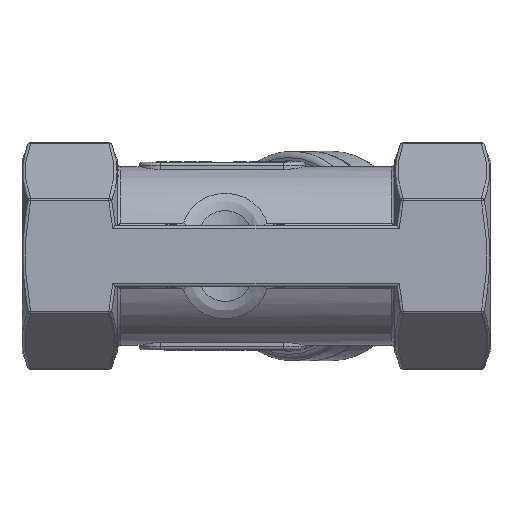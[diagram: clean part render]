
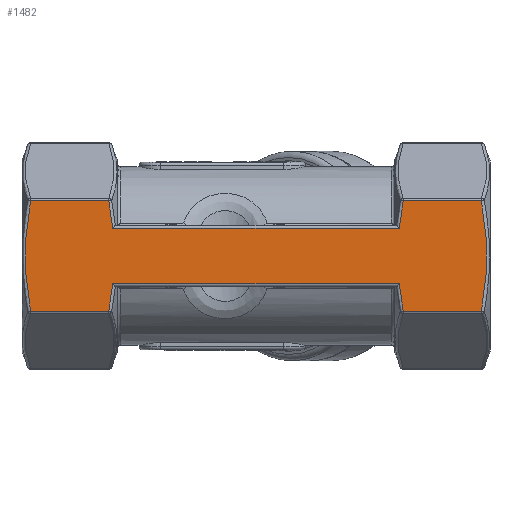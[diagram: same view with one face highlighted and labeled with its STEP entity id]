
A CAD part, front view. The second image highlights one B-rep face of the part: STEP entity #1482.
In plain terms, the highlighted planar face has unit normal (0, -1, 0).
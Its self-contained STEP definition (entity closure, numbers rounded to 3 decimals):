
#251 = AXIS2_PLACEMENT_3D ( 'NONE', #5701, #5703, #5705 ) ;
#345 = B_SPLINE_CURVE_WITH_KNOTS ( 'NONE', 3,
 ( #17043, #17023, #17025, #17044, #17045, #17046, #17047, #17048, #17049, #17050 ),
 .UNSPECIFIED., .F., .F.,
 ( 4, 2, 2, 2, 4 ),
 ( 0., 0.005, 0.009, 0.014, 0.018 ),
 .UNSPECIFIED. ) ;
#460 = B_SPLINE_CURVE_WITH_KNOTS ( 'NONE', 3,
 ( #20472, #20471, #20478, #20479 ),
 .UNSPECIFIED., .F., .F.,
 ( 4, 4 ),
 ( 0., 0.004 ),
 .UNSPECIFIED. ) ;
#463 = B_SPLINE_CURVE_WITH_KNOTS ( 'NONE', 3,
 ( #20459, #20477, #20485, #20486 ),
 .UNSPECIFIED., .F., .F.,
 ( 4, 4 ),
 ( 0., 0.004 ),
 .UNSPECIFIED. ) ;
#468 = B_SPLINE_CURVE_WITH_KNOTS ( 'NONE', 3,
 ( #20514, #20520, #20523, #20524 ),
 .UNSPECIFIED., .F., .F.,
 ( 4, 4 ),
 ( 0., 0.004 ),
 .UNSPECIFIED. ) ;
#471 = B_SPLINE_CURVE_WITH_KNOTS ( 'NONE', 3,
 ( #20528, #20513, #20522, #20530, #20531, #20532, #20533, #20534, #20535, #20536 ),
 .UNSPECIFIED., .F., .F.,
 ( 4, 2, 2, 2, 4 ),
 ( 0., 0.005, 0.009, 0.014, 0.018 ),
 .UNSPECIFIED. ) ;
#473 = B_SPLINE_CURVE_WITH_KNOTS ( 'NONE', 3,
 ( #20527, #20529, #20543, #20544 ),
 .UNSPECIFIED., .F., .F.,
 ( 4, 4 ),
 ( 0., 0.004 ),
 .UNSPECIFIED. ) ;
#694 = VECTOR ( 'NONE', #20488, 1000. ) ;
#696 = VECTOR ( 'NONE', #20481, 1000. ) ;
#697 = VECTOR ( 'NONE', #20475, 1000. ) ;
#717 = VECTOR ( 'NONE', #20526, 1000. ) ;
#725 = VECTOR ( 'NONE', #20539, 1000. ) ;
#747 = VECTOR ( 'NONE', #20519, 1000. ) ;
#1482 = ADVANCED_FACE ( 'NONE', ( #5678 ), #5684, .T. ) ;
#2285 = EDGE_CURVE ( 'NONE', #8537, #8572, #345, .T. ) ;
#3143 = EDGE_CURVE ( 'NONE', #8614, #8674, #20473, .T. ) ;
#3147 = EDGE_CURVE ( 'NONE', #8718, #8747, #460, .T. ) ;
#3149 = EDGE_CURVE ( 'NONE', #8747, #8537, #20476, .T. ) ;
#3151 = EDGE_CURVE ( 'NONE', #8689, #8614, #463, .T. ) ;
#3152 = EDGE_CURVE ( 'NONE', #8572, #8689, #20483, .T. ) ;
#3162 = EDGE_CURVE ( 'NONE', #8532, #8718, #20512, .T. ) ;
#3164 = EDGE_CURVE ( 'NONE', #8565, #8532, #468, .T. ) ;
#3167 = EDGE_CURVE ( 'NONE', #8480, #8565, #20521, .T. ) ;
#3169 = EDGE_CURVE ( 'NONE', #8549, #8480, #471, .T. ) ;
#3171 = EDGE_CURVE ( 'NONE', #8574, #8549, #20537, .T. ) ;
#3174 = EDGE_CURVE ( 'NONE', #8674, #8574, #473, .T. ) ;
#5678 = FACE_OUTER_BOUND ( 'NONE', #11883, .T. ) ;
#5684 = PLANE ( 'NONE',  #251 ) ;
#5701 = CARTESIAN_POINT ( 'NONE',  ( 0., -16., -19.501 ) ) ;
#5703 = DIRECTION ( 'NONE',  ( 0., -1., 0. ) ) ;
#5705 = DIRECTION ( 'NONE',  ( 0., 0., -1. ) ) ;
#8480 = VERTEX_POINT ( 'NONE', #30219 ) ;
#8532 = VERTEX_POINT ( 'NONE', #30267 ) ;
#8537 = VERTEX_POINT ( 'NONE', #30272 ) ;
#8549 = VERTEX_POINT ( 'NONE', #30284 ) ;
#8565 = VERTEX_POINT ( 'NONE', #30300 ) ;
#8572 = VERTEX_POINT ( 'NONE', #30307 ) ;
#8574 = VERTEX_POINT ( 'NONE', #30309 ) ;
#8614 = VERTEX_POINT ( 'NONE', #30349 ) ;
#8674 = VERTEX_POINT ( 'NONE', #30409 ) ;
#8689 = VERTEX_POINT ( 'NONE', #30424 ) ;
#8718 = VERTEX_POINT ( 'NONE', #30453 ) ;
#8747 = VERTEX_POINT ( 'NONE', #30482 ) ;
#9558 = ORIENTED_EDGE ( 'NONE', *, *, #3152, .T. ) ;
#10131 = ORIENTED_EDGE ( 'NONE', *, *, #3164, .T. ) ;
#10172 = ORIENTED_EDGE ( 'NONE', *, *, #3143, .T. ) ;
#10184 = ORIENTED_EDGE ( 'NONE', *, *, #3151, .T. ) ;
#10280 = ORIENTED_EDGE ( 'NONE', *, *, #2285, .T. ) ;
#10350 = ORIENTED_EDGE ( 'NONE', *, *, #3162, .T. ) ;
#11883 = EDGE_LOOP ( 'NONE', ( #29218, #29452, #29267, #29457, #10131, #10350, #29474, #29460, #10280, #9558, #10184, #10172 ) ) ;
#17023 = CARTESIAN_POINT ( 'NONE',  ( 74.864, -16., -7.47 ) ) ;
#17025 = CARTESIAN_POINT ( 'NONE',  ( 75.084, -16., -5.986 ) ) ;
#17043 = CARTESIAN_POINT ( 'NONE',  ( 74.595, -16., -8.949 ) ) ;
#17044 = CARTESIAN_POINT ( 'NONE',  ( 75.387, -16., -3.004 ) ) ;
#17045 = CARTESIAN_POINT ( 'NONE',  ( 75.468, -16., -1.506 ) ) ;
#17046 = CARTESIAN_POINT ( 'NONE',  ( 75.468, -16., 1.506 ) ) ;
#17047 = CARTESIAN_POINT ( 'NONE',  ( 75.387, -16., 3.004 ) ) ;
#17048 = CARTESIAN_POINT ( 'NONE',  ( 75.084, -16., 5.986 ) ) ;
#17049 = CARTESIAN_POINT ( 'NONE',  ( 74.864, -16., 7.47 ) ) ;
#17050 = CARTESIAN_POINT ( 'NONE',  ( 74.595, -16., 8.949 ) ) ;
#20459 = CARTESIAN_POINT ( 'NONE',  ( 61.905, -16., 8.949 ) ) ;
#20471 = CARTESIAN_POINT ( 'NONE',  ( 61.416, -16., -5.991 ) ) ;
#20472 = CARTESIAN_POINT ( 'NONE',  ( 61.265, -16., -4.5 ) ) ;
#20473 = LINE ( 'NONE', #20474, #697 ) ;
#20474 = CARTESIAN_POINT ( 'NONE',  ( 0., -16., 4.5 ) ) ;
#20475 = DIRECTION ( 'NONE',  ( -1., 0., 0. ) ) ;
#20476 = LINE ( 'NONE', #20480, #696 ) ;
#20477 = CARTESIAN_POINT ( 'NONE',  ( 61.636, -16., 7.474 ) ) ;
#20478 = CARTESIAN_POINT ( 'NONE',  ( 61.637, -16., -7.474 ) ) ;
#20479 = CARTESIAN_POINT ( 'NONE',  ( 61.905, -16., -8.949 ) ) ;
#20480 = CARTESIAN_POINT ( 'NONE',  ( 0., -16., -8.949 ) ) ;
#20481 = DIRECTION ( 'NONE',  ( 1., 0., 0. ) ) ;
#20483 = LINE ( 'NONE', #20487, #694 ) ;
#20485 = CARTESIAN_POINT ( 'NONE',  ( 61.416, -16., 5.991 ) ) ;
#20486 = CARTESIAN_POINT ( 'NONE',  ( 61.265, -16., 4.5 ) ) ;
#20487 = CARTESIAN_POINT ( 'NONE',  ( 0., -16., 8.949 ) ) ;
#20488 = DIRECTION ( 'NONE',  ( -1., 0., 0. ) ) ;
#20512 = LINE ( 'NONE', #20518, #747 ) ;
#20513 = CARTESIAN_POINT ( 'NONE',  ( 1.136, -16., 7.47 ) ) ;
#20514 = CARTESIAN_POINT ( 'NONE',  ( 14.095, -16., -8.949 ) ) ;
#20518 = CARTESIAN_POINT ( 'NONE',  ( 0., -16., -4.5 ) ) ;
#20519 = DIRECTION ( 'NONE',  ( 1., 0., 0. ) ) ;
#20520 = CARTESIAN_POINT ( 'NONE',  ( 14.364, -16., -7.474 ) ) ;
#20521 = LINE ( 'NONE', #20525, #717 ) ;
#20522 = CARTESIAN_POINT ( 'NONE',  ( 0.916, -16., 5.986 ) ) ;
#20523 = CARTESIAN_POINT ( 'NONE',  ( 14.584, -16., -5.991 ) ) ;
#20524 = CARTESIAN_POINT ( 'NONE',  ( 14.735, -16., -4.5 ) ) ;
#20525 = CARTESIAN_POINT ( 'NONE',  ( 0., -16., -8.949 ) ) ;
#20526 = DIRECTION ( 'NONE',  ( 1., 0., 0. ) ) ;
#20527 = CARTESIAN_POINT ( 'NONE',  ( 14.735, -16., 4.5 ) ) ;
#20528 = CARTESIAN_POINT ( 'NONE',  ( 1.405, -16., 8.949 ) ) ;
#20529 = CARTESIAN_POINT ( 'NONE',  ( 14.584, -16., 5.991 ) ) ;
#20530 = CARTESIAN_POINT ( 'NONE',  ( 0.613, -16., 3.004 ) ) ;
#20531 = CARTESIAN_POINT ( 'NONE',  ( 0.532, -16., 1.506 ) ) ;
#20532 = CARTESIAN_POINT ( 'NONE',  ( 0.532, -16., -1.506 ) ) ;
#20533 = CARTESIAN_POINT ( 'NONE',  ( 0.613, -16., -3.004 ) ) ;
#20534 = CARTESIAN_POINT ( 'NONE',  ( 0.916, -16., -5.986 ) ) ;
#20535 = CARTESIAN_POINT ( 'NONE',  ( 1.136, -16., -7.47 ) ) ;
#20536 = CARTESIAN_POINT ( 'NONE',  ( 1.405, -16., -8.949 ) ) ;
#20537 = LINE ( 'NONE', #20538, #725 ) ;
#20538 = CARTESIAN_POINT ( 'NONE',  ( 0., -16., 8.949 ) ) ;
#20539 = DIRECTION ( 'NONE',  ( -1., 0., 0. ) ) ;
#20543 = CARTESIAN_POINT ( 'NONE',  ( 14.364, -16., 7.474 ) ) ;
#20544 = CARTESIAN_POINT ( 'NONE',  ( 14.095, -16., 8.949 ) ) ;
#29218 = ORIENTED_EDGE ( 'NONE', *, *, #3174, .T. ) ;
#29267 = ORIENTED_EDGE ( 'NONE', *, *, #3169, .T. ) ;
#29452 = ORIENTED_EDGE ( 'NONE', *, *, #3171, .T. ) ;
#29457 = ORIENTED_EDGE ( 'NONE', *, *, #3167, .T. ) ;
#29460 = ORIENTED_EDGE ( 'NONE', *, *, #3149, .T. ) ;
#29474 = ORIENTED_EDGE ( 'NONE', *, *, #3147, .T. ) ;
#30219 = CARTESIAN_POINT ( 'NONE',  ( 1.405, -16., -8.949 ) ) ;
#30267 = CARTESIAN_POINT ( 'NONE',  ( 14.735, -16., -4.5 ) ) ;
#30272 = CARTESIAN_POINT ( 'NONE',  ( 74.595, -16., -8.949 ) ) ;
#30284 = CARTESIAN_POINT ( 'NONE',  ( 1.405, -16., 8.949 ) ) ;
#30300 = CARTESIAN_POINT ( 'NONE',  ( 14.095, -16., -8.949 ) ) ;
#30307 = CARTESIAN_POINT ( 'NONE',  ( 74.595, -16., 8.949 ) ) ;
#30309 = CARTESIAN_POINT ( 'NONE',  ( 14.095, -16., 8.949 ) ) ;
#30349 = CARTESIAN_POINT ( 'NONE',  ( 61.265, -16., 4.5 ) ) ;
#30409 = CARTESIAN_POINT ( 'NONE',  ( 14.735, -16., 4.5 ) ) ;
#30424 = CARTESIAN_POINT ( 'NONE',  ( 61.905, -16., 8.949 ) ) ;
#30453 = CARTESIAN_POINT ( 'NONE',  ( 61.265, -16., -4.5 ) ) ;
#30482 = CARTESIAN_POINT ( 'NONE',  ( 61.905, -16., -8.949 ) ) ;
